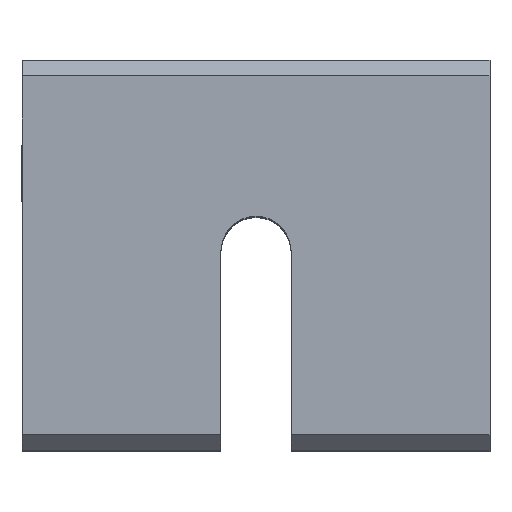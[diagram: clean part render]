
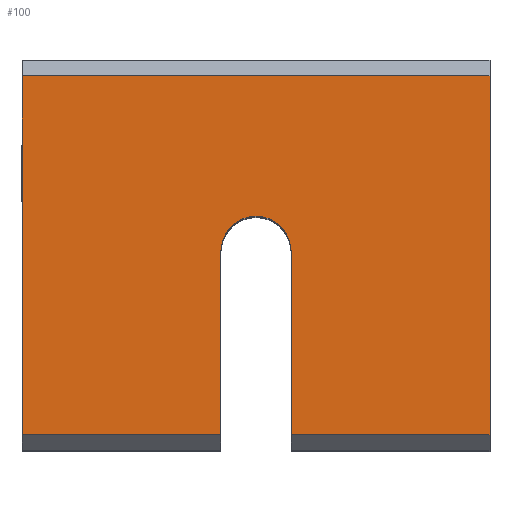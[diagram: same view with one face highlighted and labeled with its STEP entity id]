
A CAD part, top view. The second image highlights one B-rep face of the part: STEP entity #100.
In plain terms, the highlighted planar face has unit normal (0, 0, 1).
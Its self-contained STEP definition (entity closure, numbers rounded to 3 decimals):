
#27 = VECTOR ( 'NONE', #92, 1000. ) ;
#30 = VERTEX_POINT ( 'NONE', #984 ) ;
#33 = DIRECTION ( 'NONE',  ( 0., 1., 0. ) ) ;
#35 = CARTESIAN_POINT ( 'NONE',  ( 15., 6., 25.5 ) ) ;
#41 = CARTESIAN_POINT ( 'NONE',  ( 15., 7., 25.5 ) ) ;
#65 = CARTESIAN_POINT ( 'NONE',  ( 2.25, -5.25, 25.5 ) ) ;
#92 = DIRECTION ( 'NONE',  ( 0., 1., 0. ) ) ;
#100 = ADVANCED_FACE ( 'NONE', ( #1458 ), #559, .F. ) ;
#110 = AXIS2_PLACEMENT_3D ( 'NONE', #870, #1235, #1515 ) ;
#153 = ORIENTED_EDGE ( 'NONE', *, *, #1553, .T. ) ;
#242 = VECTOR ( 'NONE', #381, 1000. ) ;
#263 = LINE ( 'NONE', #789, #848 ) ;
#285 = VERTEX_POINT ( 'NONE', #65 ) ;
#288 = DIRECTION ( 'NONE',  ( 0., 0., -1. ) ) ;
#293 = VERTEX_POINT ( 'NONE', #1179 ) ;
#381 = DIRECTION ( 'NONE',  ( 0., -1., 0. ) ) ;
#410 = AXIS2_PLACEMENT_3D ( 'NONE', #41, #288, #33 ) ;
#451 = ORIENTED_EDGE ( 'NONE', *, *, #869, .T. ) ;
#513 = CARTESIAN_POINT ( 'NONE',  ( 15., 7., 25.5 ) ) ;
#533 = EDGE_CURVE ( 'NONE', #638, #1332, #1690, .T. ) ;
#541 = EDGE_CURVE ( 'NONE', #293, #1332, #263, .T. ) ;
#549 = VECTOR ( 'NONE', #1609, 1000. ) ;
#559 = PLANE ( 'NONE',  #410 ) ;
#571 = LINE ( 'NONE', #1088, #549 ) ;
#574 = VERTEX_POINT ( 'NONE', #678 ) ;
#638 = VERTEX_POINT ( 'NONE', #35 ) ;
#669 = LINE ( 'NONE', #922, #924 ) ;
#678 = CARTESIAN_POINT ( 'NONE',  ( -15., 6., 25.5 ) ) ;
#689 = VECTOR ( 'NONE', #1135, 1000. ) ;
#763 = CARTESIAN_POINT ( 'NONE',  ( 15., -17., 25.5 ) ) ;
#764 = EDGE_CURVE ( 'NONE', #574, #1261, #1669, .T. ) ;
#789 = CARTESIAN_POINT ( 'NONE',  ( 15., -17., 25.5 ) ) ;
#810 = VERTEX_POINT ( 'NONE', #1661 ) ;
#817 = EDGE_LOOP ( 'NONE', ( #1288, #943, #1525, #153, #1622, #962, #451, #1647 ) ) ;
#822 = EDGE_CURVE ( 'NONE', #285, #30, #855, .T. ) ;
#848 = VECTOR ( 'NONE', #1300, 1000. ) ;
#855 = CIRCLE ( 'NONE', #110, 2.25 ) ;
#869 = EDGE_CURVE ( 'NONE', #810, #30, #885, .T. ) ;
#870 = CARTESIAN_POINT ( 'NONE',  ( 0., -5.25, 25.5 ) ) ;
#877 = CARTESIAN_POINT ( 'NONE',  ( -2.25, -20.75, 25.5 ) ) ;
#885 = LINE ( 'NONE', #877, #27 ) ;
#922 = CARTESIAN_POINT ( 'NONE',  ( 2.25, -20.75, 25.5 ) ) ;
#924 = VECTOR ( 'NONE', #1192, 1000. ) ;
#943 = ORIENTED_EDGE ( 'NONE', *, *, #541, .T. ) ;
#962 = ORIENTED_EDGE ( 'NONE', *, *, #1637, .T. ) ;
#984 = CARTESIAN_POINT ( 'NONE',  ( -2.25, -5.25, 25.5 ) ) ;
#999 = CARTESIAN_POINT ( 'NONE',  ( -15., 7., 25.5 ) ) ;
#1088 = CARTESIAN_POINT ( 'NONE',  ( 15., -17., 25.5 ) ) ;
#1135 = DIRECTION ( 'NONE',  ( 0., -1., 0. ) ) ;
#1179 = CARTESIAN_POINT ( 'NONE',  ( 2.25, -17., 25.5 ) ) ;
#1183 = CARTESIAN_POINT ( 'NONE',  ( 15., 6., 25.5 ) ) ;
#1192 = DIRECTION ( 'NONE',  ( 0., 1., 0. ) ) ;
#1235 = DIRECTION ( 'NONE',  ( 0., 0., 1. ) ) ;
#1236 = CARTESIAN_POINT ( 'NONE',  ( -15., -17., 25.5 ) ) ;
#1261 = VERTEX_POINT ( 'NONE', #1236 ) ;
#1275 = VECTOR ( 'NONE', #1577, 1000. ) ;
#1288 = ORIENTED_EDGE ( 'NONE', *, *, #1551, .F. ) ;
#1300 = DIRECTION ( 'NONE',  ( 1., 0., 0. ) ) ;
#1332 = VERTEX_POINT ( 'NONE', #763 ) ;
#1440 = LINE ( 'NONE', #1183, #1275 ) ;
#1458 = FACE_OUTER_BOUND ( 'NONE', #817, .T. ) ;
#1515 = DIRECTION ( 'NONE',  ( 1., 0., 0. ) ) ;
#1525 = ORIENTED_EDGE ( 'NONE', *, *, #533, .F. ) ;
#1551 = EDGE_CURVE ( 'NONE', #293, #285, #669, .T. ) ;
#1553 = EDGE_CURVE ( 'NONE', #638, #574, #1440, .T. ) ;
#1577 = DIRECTION ( 'NONE',  ( -1., 0., 0. ) ) ;
#1609 = DIRECTION ( 'NONE',  ( 1., 0., 0. ) ) ;
#1622 = ORIENTED_EDGE ( 'NONE', *, *, #764, .T. ) ;
#1637 = EDGE_CURVE ( 'NONE', #1261, #810, #571, .T. ) ;
#1647 = ORIENTED_EDGE ( 'NONE', *, *, #822, .F. ) ;
#1661 = CARTESIAN_POINT ( 'NONE',  ( -2.25, -17., 25.5 ) ) ;
#1669 = LINE ( 'NONE', #999, #689 ) ;
#1690 = LINE ( 'NONE', #513, #242 ) ;
